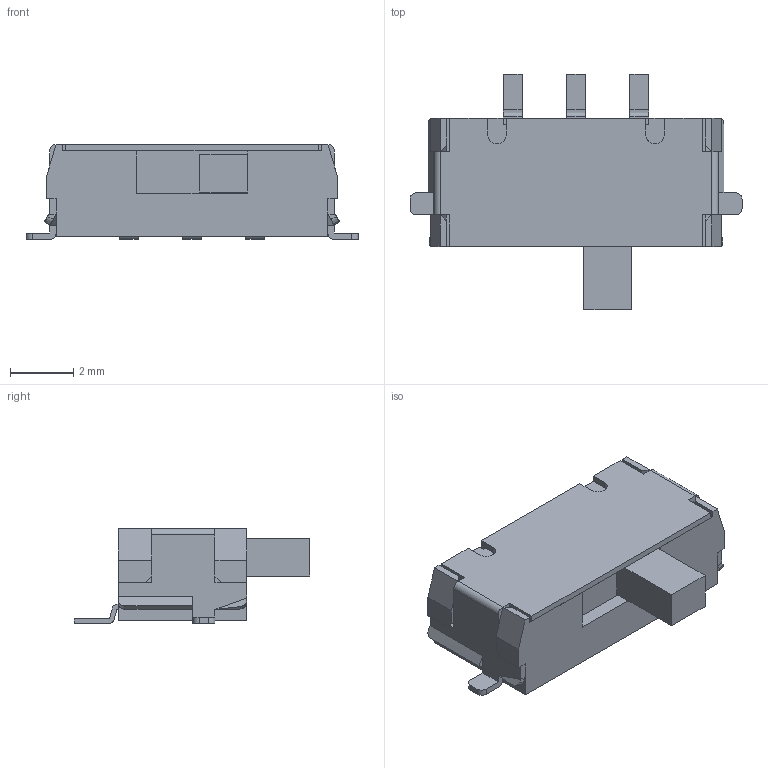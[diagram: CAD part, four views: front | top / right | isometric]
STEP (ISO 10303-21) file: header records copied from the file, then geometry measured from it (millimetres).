
FILE_DESCRIPTION(('STEP AP214'),'1');
FILE_NAME('ss3-12sah4.stp','2017-06-29T07:57:14',('TraceParts'),('TraceParts S.A.'),'Spatial InterOp 3D',' ',' ');
FILE_SCHEMA(('automotive_design'));
Length unit declared in the file: millimetre
Products named in the file (1): ss3-12sah4
Bounding box: 10.5 x 7.45 x 3 mm (x, y, z)
Volume: 105.1 mm3; surface area: 198.8 mm2
Topology: 1 solids, 1 shells, 238 faces, 654 edges, 417 vertices
Faces by surface type: plane 198, cylinder 32, offset 4, cone 2, bspline 2
Entity records: 7486 total; most frequent: CARTESIAN_POINT 1495, ORIENTED_EDGE 1308, DIRECTION 1137, EDGE_CURVE 654, LINE 547, VECTOR 547, VERTEX_POINT 417, AXIS2_PLACEMENT_3D 295
